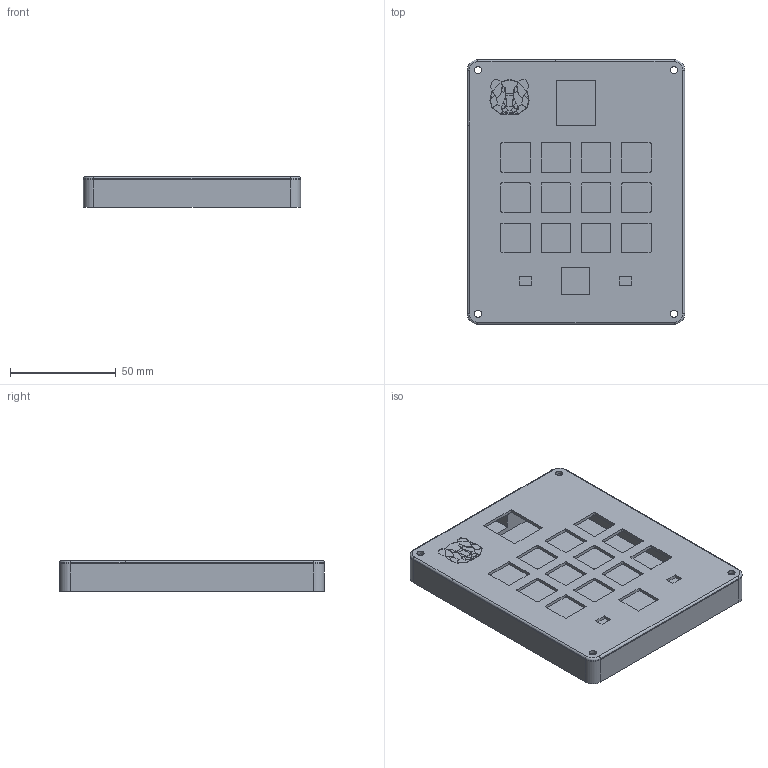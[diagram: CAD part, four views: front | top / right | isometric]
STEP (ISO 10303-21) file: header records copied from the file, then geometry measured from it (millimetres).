
FILE_DESCRIPTION(/* description */ (''),/* implementation_level */ '2;1');
FILE_NAME(/* name */ 'FullBox.step',/* time_stamp */ '2025-11-30T12:18:33+01:00',/* author */ (''),/* organization */ (''),/* preprocessor_version */ 'ST-DEVELOPER v20.1',/* originating_system */ 'Autodesk Translation Framework v14.21.0.0',/* authorisation */ '');
FILE_SCHEMA (('AUTOMOTIVE_DESIGN { 1 0 10303 214 3 1 1 }'));
Length unit declared in the file: millimetre
Products named in the file (2): BottomBox; TopCover
Assembly tree (1 placements, depth 2):
  BottomBox
    TopCover
Bounding box: 102.96 x 125.41 x 14.5 mm (x, y, z)
Volume: 93039.2 mm3; surface area: 57597.2 mm2
Topology: 2 solids, 2 shells, 318 faces, 853 edges, 566 vertices
Faces by surface type: plane 240, cylinder 74, torus 4
Full cylindrical faces by diameter (mm): 3.4 x8, 6 x4
Entity records: 10013 total; most frequent: CARTESIAN_POINT 1740, ORIENTED_EDGE 1706, DIRECTION 1645, EDGE_CURVE 853, LINE 703, VECTOR 703, VERTEX_POINT 566, AXIS2_PLACEMENT_3D 471
